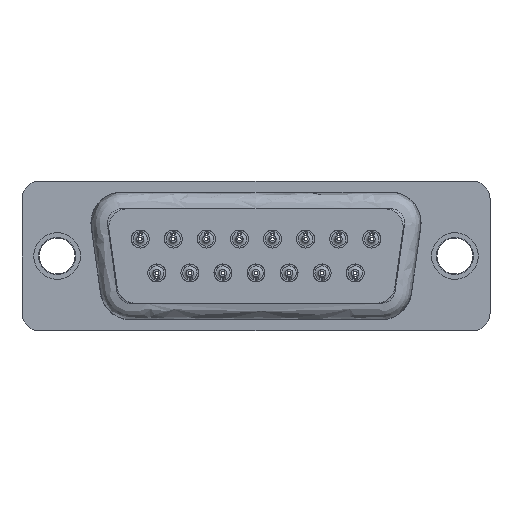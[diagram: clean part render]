
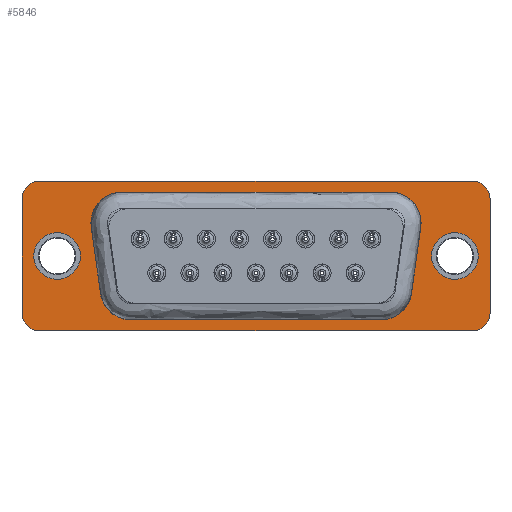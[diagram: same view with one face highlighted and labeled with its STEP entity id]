
A CAD part, front view. The second image highlights one B-rep face of the part: STEP entity #5846.
In plain terms, the highlighted planar face has unit normal (0, -1, 0).
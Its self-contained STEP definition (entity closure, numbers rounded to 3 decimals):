
#215=B_SPLINE_CURVE_WITH_KNOTS('',3,(#9997,#9998,#9999,#10000,#10001),
 .UNSPECIFIED.,.F.,.F.,(4,1,4),(0.,0.5,1.),.UNSPECIFIED.);
#216=B_SPLINE_CURVE_WITH_KNOTS('',3,(#10004,#10005,#10006,#10007),
 .UNSPECIFIED.,.F.,.F.,(4,4),(0.,1.),.UNSPECIFIED.);
#217=B_SPLINE_CURVE_WITH_KNOTS('',3,(#10013,#10014,#10015,#10016,#10017),
 .UNSPECIFIED.,.F.,.F.,(4,1,4),(0.,0.5,1.),.UNSPECIFIED.);
#218=B_SPLINE_CURVE_WITH_KNOTS('',3,(#10019,#10020,#10021,#10022),
 .UNSPECIFIED.,.F.,.F.,(4,4),(0.,1.),.UNSPECIFIED.);
#219=B_SPLINE_CURVE_WITH_KNOTS('',3,(#10024,#10025,#10026,#10027,#10028),
 .UNSPECIFIED.,.F.,.F.,(4,1,4),(0.,0.5,1.),.UNSPECIFIED.);
#220=B_SPLINE_CURVE_WITH_KNOTS('',3,(#10030,#10031,#10032,#10033),
 .UNSPECIFIED.,.F.,.F.,(4,4),(0.,1.),.UNSPECIFIED.);
#675=LINE('',#10011,#1044);
#676=LINE('',#10037,#1045);
#677=LINE('',#10041,#1046);
#678=LINE('',#10045,#1047);
#679=LINE('',#10049,#1048);
#1044=VECTOR('',#8132,1000.);
#1045=VECTOR('',#8135,1000.);
#1046=VECTOR('',#8138,1000.);
#1047=VECTOR('',#8141,1000.);
#1048=VECTOR('',#8144,1000.);
#2285=ORIENTED_EDGE('',*,*,#3311,.T.);
#2286=ORIENTED_EDGE('',*,*,#3312,.T.);
#2287=ORIENTED_EDGE('',*,*,#3313,.T.);
#2288=ORIENTED_EDGE('',*,*,#3314,.T.);
#2289=ORIENTED_EDGE('',*,*,#3315,.T.);
#2290=ORIENTED_EDGE('',*,*,#3316,.T.);
#2291=ORIENTED_EDGE('',*,*,#3317,.T.);
#2292=ORIENTED_EDGE('',*,*,#3318,.T.);
#2293=ORIENTED_EDGE('',*,*,#3319,.T.);
#2294=ORIENTED_EDGE('',*,*,#3320,.T.);
#2295=ORIENTED_EDGE('',*,*,#3321,.F.);
#2296=ORIENTED_EDGE('',*,*,#3322,.F.);
#2297=ORIENTED_EDGE('',*,*,#3323,.F.);
#2298=ORIENTED_EDGE('',*,*,#3324,.F.);
#2299=ORIENTED_EDGE('',*,*,#3325,.F.);
#2300=ORIENTED_EDGE('',*,*,#3326,.F.);
#2301=ORIENTED_EDGE('',*,*,#3327,.F.);
#2302=ORIENTED_EDGE('',*,*,#3328,.F.);
#3311=EDGE_CURVE('',#3924,#3924,#4358,.T.);
#3312=EDGE_CURVE('',#3925,#3925,#4359,.T.);
#3313=EDGE_CURVE('',#3926,#3927,#215,.T.);
#3314=EDGE_CURVE('',#3927,#3928,#216,.T.);
#3315=EDGE_CURVE('',#3928,#3929,#4360,.T.);
#3316=EDGE_CURVE('',#3929,#3930,#675,.T.);
#3317=EDGE_CURVE('',#3930,#3931,#217,.T.);
#3318=EDGE_CURVE('',#3931,#3932,#218,.T.);
#3319=EDGE_CURVE('',#3932,#3933,#219,.T.);
#3320=EDGE_CURVE('',#3933,#3926,#220,.T.);
#3321=EDGE_CURVE('',#3934,#3935,#4361,.T.);
#3322=EDGE_CURVE('',#3936,#3934,#676,.T.);
#3323=EDGE_CURVE('',#3937,#3936,#4362,.T.);
#3324=EDGE_CURVE('',#3938,#3937,#677,.T.);
#3325=EDGE_CURVE('',#3939,#3938,#4363,.T.);
#3326=EDGE_CURVE('',#3940,#3939,#678,.T.);
#3327=EDGE_CURVE('',#3941,#3940,#4364,.T.);
#3328=EDGE_CURVE('',#3935,#3941,#679,.T.);
#3924=VERTEX_POINT('',#9994);
#3925=VERTEX_POINT('',#9996);
#3926=VERTEX_POINT('',#10002);
#3927=VERTEX_POINT('',#10003);
#3928=VERTEX_POINT('',#10008);
#3929=VERTEX_POINT('',#10010);
#3930=VERTEX_POINT('',#10012);
#3931=VERTEX_POINT('',#10018);
#3932=VERTEX_POINT('',#10023);
#3933=VERTEX_POINT('',#10029);
#3934=VERTEX_POINT('',#10035);
#3935=VERTEX_POINT('',#10036);
#3936=VERTEX_POINT('',#10038);
#3937=VERTEX_POINT('',#10040);
#3938=VERTEX_POINT('',#10042);
#3939=VERTEX_POINT('',#10044);
#3940=VERTEX_POINT('',#10046);
#3941=VERTEX_POINT('',#10048);
#4358=CIRCLE('',#6547,1.95);
#4359=CIRCLE('',#6548,1.95);
#4360=CIRCLE('',#6549,2.6);
#4361=CIRCLE('',#6550,1.5);
#4362=CIRCLE('',#6551,1.5);
#4363=CIRCLE('',#6552,1.5);
#4364=CIRCLE('',#6553,1.5);
#4814=EDGE_LOOP('',(#2285));
#4815=EDGE_LOOP('',(#2286));
#4816=EDGE_LOOP('',(#2287,#2288,#2289,#2290,#2291,#2292,#2293,#2294));
#4817=EDGE_LOOP('',(#2295,#2296,#2297,#2298,#2299,#2300,#2301,#2302));
#5325=FACE_BOUND('',#4814,.T.);
#5326=FACE_BOUND('',#4815,.T.);
#5327=FACE_BOUND('',#4816,.T.);
#5328=FACE_BOUND('',#4817,.T.);
#5531=PLANE('',#6546);
#5846=ADVANCED_FACE('',(#5325,#5326,#5327,#5328),#5531,.F.);
#6546=AXIS2_PLACEMENT_3D('',#9992,#8124,#8125);
#6547=AXIS2_PLACEMENT_3D('',#9993,#8126,#8127);
#6548=AXIS2_PLACEMENT_3D('',#9995,#8128,#8129);
#6549=AXIS2_PLACEMENT_3D('',#10009,#8130,#8131);
#6550=AXIS2_PLACEMENT_3D('',#10034,#8133,#8134);
#6551=AXIS2_PLACEMENT_3D('',#10039,#8136,#8137);
#6552=AXIS2_PLACEMENT_3D('',#10043,#8139,#8140);
#6553=AXIS2_PLACEMENT_3D('',#10047,#8142,#8143);
#8124=DIRECTION('',(0.,1.,0.));
#8125=DIRECTION('',(0.,0.,1.));
#8126=DIRECTION('',(0.,1.,0.));
#8127=DIRECTION('',(0.,0.,1.));
#8128=DIRECTION('',(0.,1.,0.));
#8129=DIRECTION('',(0.,0.,1.));
#8130=DIRECTION('',(0.,1.,0.));
#8131=DIRECTION('',(-1.,0.,0.));
#8132=DIRECTION('',(-0.139,0.,-0.99));
#8133=DIRECTION('',(0.,1.,0.));
#8134=DIRECTION('',(1.,0.,0.));
#8135=DIRECTION('',(0.,0.,1.));
#8136=DIRECTION('',(0.,1.,0.));
#8137=DIRECTION('',(1.,0.,0.));
#8138=DIRECTION('',(-1.,0.,0.));
#8139=DIRECTION('',(0.,1.,0.));
#8140=DIRECTION('',(1.,0.,0.));
#8141=DIRECTION('',(0.,0.,-1.));
#8142=DIRECTION('',(0.,1.,0.));
#8143=DIRECTION('',(-1.,0.,0.));
#8144=DIRECTION('',(1.,0.,0.));
#9992=CARTESIAN_POINT('',(-18.1,0.,4.775));
#9993=CARTESIAN_POINT('',(16.66,0.,0.));
#9994=CARTESIAN_POINT('',(16.66,0.,1.95));
#9995=CARTESIAN_POINT('',(-16.66,0.,0.));
#9996=CARTESIAN_POINT('',(-16.66,0.,1.95));
#9997=CARTESIAN_POINT('',(-13.805,0.,2.398));
#9998=CARTESIAN_POINT('',(-13.909,0.,3.144));
#9999=CARTESIAN_POINT('',(-13.438,0.,4.68));
#10000=CARTESIAN_POINT('',(-11.984,0.,5.36));
#10001=CARTESIAN_POINT('',(-11.23,0.,5.36));
#10002=CARTESIAN_POINT('',(-13.805,0.,2.398));
#10003=CARTESIAN_POINT('',(-11.23,0.,5.36));
#10004=CARTESIAN_POINT('',(-11.23,0.,5.36));
#10005=CARTESIAN_POINT('',(-3.743,0.,5.36));
#10006=CARTESIAN_POINT('',(3.743,0.,5.36));
#10007=CARTESIAN_POINT('',(11.23,0.,5.36));
#10008=CARTESIAN_POINT('',(11.23,0.,5.36));
#10009=CARTESIAN_POINT('',(11.23,0.,2.76));
#10010=CARTESIAN_POINT('',(13.805,0.,2.398));
#10011=CARTESIAN_POINT('',(13.805,0.,2.398));
#10012=CARTESIAN_POINT('',(13.029,0.,-3.122));
#10013=CARTESIAN_POINT('',(13.029,0.,-3.122));
#10014=CARTESIAN_POINT('',(12.941,0.,-3.743));
#10015=CARTESIAN_POINT('',(12.308,0.,-4.893));
#10016=CARTESIAN_POINT('',(11.083,0.,-5.36));
#10017=CARTESIAN_POINT('',(10.454,0.,-5.36));
#10018=CARTESIAN_POINT('',(10.454,0.,-5.36));
#10019=CARTESIAN_POINT('',(10.454,0.,-5.36));
#10020=CARTESIAN_POINT('',(3.485,0.,-5.36));
#10021=CARTESIAN_POINT('',(-3.485,0.,-5.36));
#10022=CARTESIAN_POINT('',(-10.454,0.,-5.36));
#10023=CARTESIAN_POINT('',(-10.454,0.,-5.36));
#10024=CARTESIAN_POINT('',(-10.454,0.,-5.36));
#10025=CARTESIAN_POINT('',(-11.082,0.,-5.36));
#10026=CARTESIAN_POINT('',(-12.309,0.,-4.893));
#10027=CARTESIAN_POINT('',(-12.941,0.,-3.744));
#10028=CARTESIAN_POINT('',(-13.029,0.,-3.122));
#10029=CARTESIAN_POINT('',(-13.029,0.,-3.122));
#10030=CARTESIAN_POINT('',(-13.029,0.,-3.122));
#10031=CARTESIAN_POINT('',(-13.288,0.,-1.282));
#10032=CARTESIAN_POINT('',(-13.546,0.,0.558));
#10033=CARTESIAN_POINT('',(-13.805,0.,2.398));
#10034=CARTESIAN_POINT('',(-18.1,0.,4.775));
#10035=CARTESIAN_POINT('',(-19.6,0.,4.775));
#10036=CARTESIAN_POINT('',(-18.1,0.,6.275));
#10037=CARTESIAN_POINT('',(-19.6,0.,-4.775));
#10038=CARTESIAN_POINT('',(-19.6,0.,-4.775));
#10039=CARTESIAN_POINT('',(-18.1,0.,-4.775));
#10040=CARTESIAN_POINT('',(-18.1,0.,-6.275));
#10041=CARTESIAN_POINT('',(18.1,0.,-6.275));
#10042=CARTESIAN_POINT('',(18.1,0.,-6.275));
#10043=CARTESIAN_POINT('',(18.1,0.,-4.775));
#10044=CARTESIAN_POINT('',(19.6,0.,-4.775));
#10045=CARTESIAN_POINT('',(19.6,0.,4.775));
#10046=CARTESIAN_POINT('',(19.6,0.,4.775));
#10047=CARTESIAN_POINT('',(18.1,0.,4.775));
#10048=CARTESIAN_POINT('',(18.1,0.,6.275));
#10049=CARTESIAN_POINT('',(-18.1,0.,6.275));
